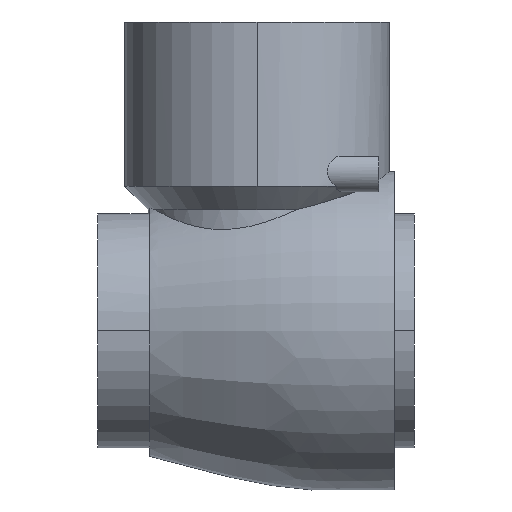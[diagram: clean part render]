
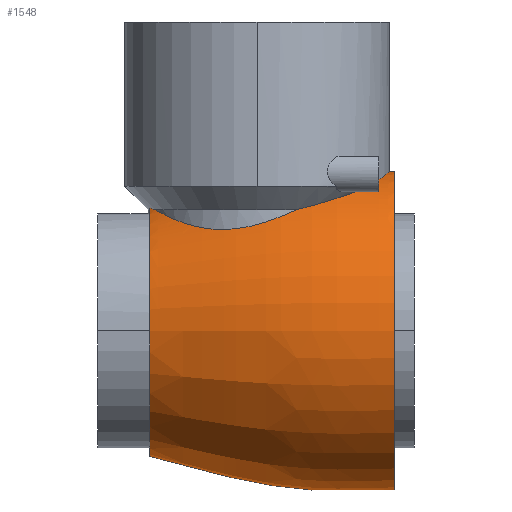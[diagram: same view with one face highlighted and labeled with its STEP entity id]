
A CAD part, left-side view. The second image highlights one B-rep face of the part: STEP entity #1548.
In plain terms, the highlighted face is a revolution surface.
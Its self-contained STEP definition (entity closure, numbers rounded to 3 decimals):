
#17=CARTESIAN_POINT('',(-12.905,-30.1,37.347));
#18=CARTESIAN_POINT('',(-11.518,-30.695,37.805));
#19=CARTESIAN_POINT('',(-8.684,-31.683,38.576));
#20=CARTESIAN_POINT('',(-4.319,-32.563,39.273));
#21=CARTESIAN_POINT('',(-1.43,-32.749,39.42));
#22=CARTESIAN_POINT('',(0.,-32.749,39.42));
#104=CARTESIAN_POINT('',(0.,-34.,
-39.378));
#105=CARTESIAN_POINT('',(0.,-33.5,
-39.395));
#106=CARTESIAN_POINT('',(0.,-32.333,
-39.436));
#107=CARTESIAN_POINT('',(0.,-26.955,
-39.625));
#108=CARTESIAN_POINT('',(0.,-17.858,
-39.894));
#109=CARTESIAN_POINT('',(0.,-5.221,
-38.816));
#110=CARTESIAN_POINT('',(0.,7.259,
-36.286));
#111=CARTESIAN_POINT('',(0.,17.768,
-33.463));
#112=CARTESIAN_POINT('',(0.,24.19,-31.743));
#113=CARTESIAN_POINT('',(0.,26.534,-31.115));
#115=CARTESIAN_POINT('',(0.,26.534,0.));
#116=DIRECTION('',(0.,-1.,0.));
#117=DIRECTION('',(-1.,0.,0.));
#118=AXIS2_PLACEMENT_3D('',#115,#116,#117);
#120=CARTESIAN_POINT('',(0.,26.534,0.));
#121=DIRECTION('',(0.,-1.,0.));
#122=DIRECTION('',(-0.217,0.,0.976));
#123=AXIS2_PLACEMENT_3D('',#120,#121,#122);
#125=CARTESIAN_POINT('',(-9.424,25.302,30.));
#126=CARTESIAN_POINT('',(-9.129,25.462,30.047));
#127=CARTESIAN_POINT('',(-8.537,25.767,30.139));
#128=CARTESIAN_POINT('',(-7.642,26.178,30.265));
#129=CARTESIAN_POINT('',(-7.041,26.421,30.341));
#130=CARTESIAN_POINT('',(-6.74,26.534,30.376));
#132=CARTESIAN_POINT('',(-25.137,-9.855,29.999));
#133=CARTESIAN_POINT('',(-25.654,-8.536,29.392));
#134=CARTESIAN_POINT('',(-26.457,-5.877,28.243));
#135=CARTESIAN_POINT('',(-27.027,-1.928,26.818));
#136=CARTESIAN_POINT('',(-27.021,1.994,25.752));
#137=CARTESIAN_POINT('',(-26.45,5.866,25.133));
#138=CARTESIAN_POINT('',(-25.349,9.554,25.011));
#139=CARTESIAN_POINT('',(-23.764,13.002,25.343));
#140=CARTESIAN_POINT('',(-21.724,16.177,26.045));
#141=CARTESIAN_POINT('',(-19.32,18.983,26.969));
#142=CARTESIAN_POINT('',(-16.488,21.495,28.026));
#143=CARTESIAN_POINT('',(-13.229,23.65,29.088));
#144=CARTESIAN_POINT('',(-10.741,24.811,29.724));
#145=CARTESIAN_POINT('',(-9.424,25.302,30.));
#147=CARTESIAN_POINT('',(-19.435,-30.1,34.404));
#148=CARTESIAN_POINT('',(-19.48,-29.449,34.404));
#149=CARTESIAN_POINT('',(-19.567,-28.159,34.404));
#150=CARTESIAN_POINT('',(-19.671,-26.26,34.405));
#151=CARTESIAN_POINT('',(-19.74,-25.02,34.403));
#152=CARTESIAN_POINT('',(-19.762,-24.406,34.403));
#154=CARTESIAN_POINT('',(0.,-34.,39.378));
#155=CARTESIAN_POINT('',(0.,-33.583,39.392));
#156=CARTESIAN_POINT('',(0.,-33.166,39.406));
#157=CARTESIAN_POINT('',(0.,-32.749,39.42));
#179=CARTESIAN_POINT('',(0.,-34.,0.));
#180=DIRECTION('',(0.,-1.,0.));
#181=DIRECTION('',(-1.,0.,0.));
#182=AXIS2_PLACEMENT_3D('',#179,#180,#181);
#184=CARTESIAN_POINT('',(0.,-34.,0.));
#185=DIRECTION('',(0.,-1.,0.));
#186=DIRECTION('',(0.,0.,1.));
#187=AXIS2_PLACEMENT_3D('',#184,#185,#186);
#237=CARTESIAN_POINT('',(-25.137,-9.855,29.999));
#238=CARTESIAN_POINT('',(-24.909,-11.579,30.417));
#239=CARTESIAN_POINT('',(-24.208,-14.986,31.326));
#240=CARTESIAN_POINT('',(-22.427,-19.858,32.817));
#241=CARTESIAN_POINT('',(-20.734,-22.938,33.873));
#242=CARTESIAN_POINT('',(-19.762,-24.406,34.403));
#259=CARTESIAN_POINT('',(-6.74,26.534,30.376));
#1046=CARTESIAN_POINT('',(0.,-30.1,0.));
#1047=DIRECTION('',(0.,1.,0.));
#1048=DIRECTION('',(-0.492,0.,0.871));
#1049=AXIS2_PLACEMENT_3D('',#1046,#1047,#1048);
#1133=VERTEX_POINT('',#259);
#1135=CARTESIAN_POINT('',(-25.137,-9.855,30.));
#1137=VERTEX_POINT('',#1135);
#1138=CARTESIAN_POINT('',(-9.424,25.302,30.));
#1139=VERTEX_POINT('',#1138);
#1141=CARTESIAN_POINT('',(-19.763,-24.406,
34.404));
#1143=VERTEX_POINT('',#1141);
#1154=CARTESIAN_POINT('',(-19.435,-30.1,
34.404));
#1156=VERTEX_POINT('',#1154);
#1324=VERTEX_POINT('',#154);
#1325=VERTEX_POINT('',#157);
#1326=VERTEX_POINT('',#104);
#1327=VERTEX_POINT('',#113);
#1331=CARTESIAN_POINT('',(-39.378,-34.,0.));
#1332=VERTEX_POINT('',#1331);
#1333=CARTESIAN_POINT('',(-31.115,26.534,0.));
#1334=VERTEX_POINT('',#1333);
#1335=CARTESIAN_POINT('',(-12.905,-30.1,
37.347));
#1336=VERTEX_POINT('',#1335);
#1506=CARTESIAN_POINT('',(0.,-34.614,
-39.356));
#1507=CARTESIAN_POINT('',(0.,-34.41,
-39.363));
#1508=CARTESIAN_POINT('',(0.,-33.705,
-39.388));
#1509=CARTESIAN_POINT('',(0.,-32.333,
-39.436));
#1510=CARTESIAN_POINT('',(0.,-26.955,
-39.625));
#1511=CARTESIAN_POINT('',(0.,-17.858,-39.894));
#1512=CARTESIAN_POINT('',(0.,-5.221,-38.816));
#1513=CARTESIAN_POINT('',(0.,7.259,-36.286));
#1514=CARTESIAN_POINT('',(0.,17.768,-33.463));
#1515=CARTESIAN_POINT('',(0.,24.388,-31.69));
#1516=CARTESIAN_POINT('',(0.,26.93,-31.009));
#1517=CARTESIAN_POINT('',(0.,27.128,-30.956));
#1519=CARTESIAN_POINT('',(0.,0.,0.));
#1520=DIRECTION('',(0.,-1.,0.));
#1521=AXIS1_PLACEMENT('',#1519,#1520);
#1522=SURFACE_OF_REVOLUTION('',#1518,#1521);
#1524=ORIENTED_EDGE('',*,*,#1523,.T.);
#1526=ORIENTED_EDGE('',*,*,#1525,.T.);
#1528=ORIENTED_EDGE('',*,*,#1527,.F.);
#1530=ORIENTED_EDGE('',*,*,#1529,.F.);
#1532=ORIENTED_EDGE('',*,*,#1531,.F.);
#1534=ORIENTED_EDGE('',*,*,#1533,.F.);
#1536=ORIENTED_EDGE('',*,*,#1535,.T.);
#1538=ORIENTED_EDGE('',*,*,#1537,.F.);
#1540=ORIENTED_EDGE('',*,*,#1539,.T.);
#1541=ORIENTED_EDGE('',*,*,#1402,.T.);
#1543=ORIENTED_EDGE('',*,*,#1542,.F.);
#1545=ORIENTED_EDGE('',*,*,#1544,.T.);
#1546=EDGE_LOOP('',(#1524,#1526,#1528,#1530,#1532,#1534,#1536,#1538,#1540,#1541,
#1543,#1545));
#1547=FACE_OUTER_BOUND('',#1546,.F.);
#1548=ADVANCED_FACE('',(#1547),#1522,.F.);
#23=B_SPLINE_CURVE_WITH_KNOTS('',3,(#17,#18,#19,#20,#21,#22),.UNSPECIFIED.,.F.,
.F.,(4,1,1,4),(0.,0.333,0.667,1.),.UNSPECIFIED.);
#114=B_SPLINE_CURVE_WITH_KNOTS('',3,(#104,#105,#106,#107,#108,#109,#110,#111,
#112,#113),.UNSPECIFIED.,.F.,.F.,(4,1,1,1,1,1,1,4),(0.,0.024,
0.057,0.263,0.469,0.675,
0.881,1.),.UNSPECIFIED.);
#119=CIRCLE('',#118,31.115);
#124=CIRCLE('',#123,31.115);
#131=B_SPLINE_CURVE_WITH_KNOTS('',3,(#125,#126,#127,#128,#129,#130),
.UNSPECIFIED.,.F.,.F.,(4,1,1,4),(0.,0.333,0.667,1.),
.UNSPECIFIED.);
#146=B_SPLINE_CURVE_WITH_KNOTS('',3,(#132,#133,#134,#135,#136,#137,#138,#139,
#140,#141,#142,#143,#144,#145),.UNSPECIFIED.,.F.,.F.,(4,1,1,1,1,1,1,1,1,1,1,4),(
0.,0.091,0.182,0.273,0.364,
0.455,0.545,0.636,0.727,
0.818,0.909,1.),.UNSPECIFIED.);
#153=B_SPLINE_CURVE_WITH_KNOTS('',3,(#147,#148,#149,#150,#151,#152),
.UNSPECIFIED.,.F.,.F.,(4,1,1,4),(0.,0.333,0.667,1.),
.UNSPECIFIED.);
#158=B_SPLINE_CURVE_WITH_KNOTS('',3,(#154,#155,#156,#157),.UNSPECIFIED.,.F.,.F.,
(4,4),(0.,1.),.UNSPECIFIED.);
#183=CIRCLE('',#182,39.378);
#188=CIRCLE('',#187,39.378);
#243=B_SPLINE_CURVE_WITH_KNOTS('',3,(#237,#238,#239,#240,#241,#242),
.UNSPECIFIED.,.F.,.F.,(4,1,1,4),(0.,0.333,0.667,1.),
.UNSPECIFIED.);
#1050=CIRCLE('',#1049,39.514);
#1402=EDGE_CURVE('',#1336,#1325,#23,.T.);
#1518=B_SPLINE_CURVE_WITH_KNOTS('',3,(#1506,#1507,#1508,#1509,#1510,#1511,#1512,
#1513,#1514,#1515,#1516,#1517),.UNSPECIFIED.,.F.,.F.,(4,1,1,1,1,1,1,1,1,4),
(0.,0.01,0.034,0.066,0.268,
0.47,0.672,0.874,0.99,1.),
.UNSPECIFIED.);
#1523=EDGE_CURVE('',#1332,#1326,#183,.T.);
#1525=EDGE_CURVE('',#1326,#1327,#114,.T.);
#1527=EDGE_CURVE('',#1334,#1327,#119,.T.);
#1529=EDGE_CURVE('',#1133,#1334,#124,.T.);
#1531=EDGE_CURVE('',#1139,#1133,#131,.T.);
#1533=EDGE_CURVE('',#1137,#1139,#146,.T.);
#1535=EDGE_CURVE('',#1137,#1143,#243,.T.);
#1537=EDGE_CURVE('',#1156,#1143,#153,.T.);
#1539=EDGE_CURVE('',#1156,#1336,#1050,.T.);
#1542=EDGE_CURVE('',#1324,#1325,#158,.T.);
#1544=EDGE_CURVE('',#1324,#1332,#188,.T.);
